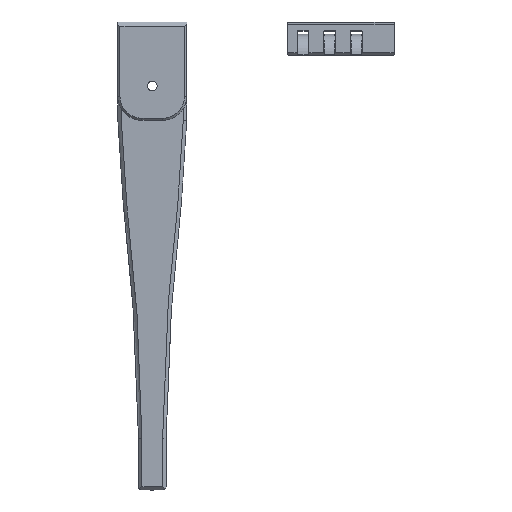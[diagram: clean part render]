
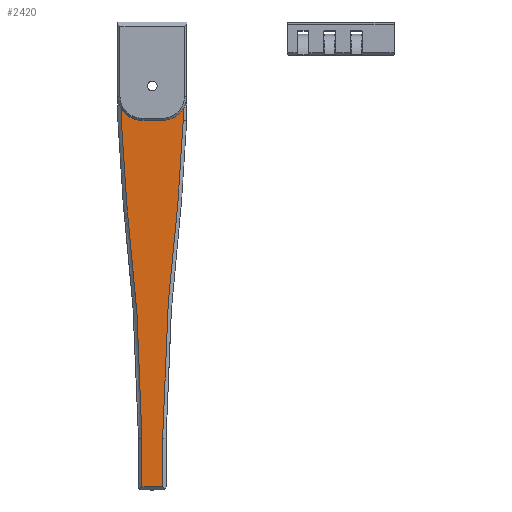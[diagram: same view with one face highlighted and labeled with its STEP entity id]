
A CAD part, top view. The second image highlights one B-rep face of the part: STEP entity #2420.
In plain terms, the highlighted planar face has unit normal (0, 0, 1).
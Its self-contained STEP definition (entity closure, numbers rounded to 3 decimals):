
#72=FACE_BOUND('',#325,.T.);
#83=B_SPLINE_CURVE_WITH_KNOTS('',3,(#3561,#3562,#3563,#3564,#3565,#3566,
#3567,#3568,#3569,#3570,#3571,#3572,#3573,#3574,#3575,#3576,#3577,#3578,
#3579,#3580,#3581,#3582,#3583,#3584),.UNSPECIFIED.,.F.,.F.,(4,1,1,1,1,1,
1,1,1,1,1,1,1,1,1,1,1,1,1,1,1,4),(-1.,-0.929,-0.857,
-0.786,-0.762,-0.75,-0.738,
-0.726,-0.714,-0.619,-0.571,
-0.5,-0.429,-0.357,-0.286,
-0.262,-0.238,-0.19,-0.143,
-0.071,-0.036,0.),
 .UNSPECIFIED.);
#84=B_SPLINE_CURVE_WITH_KNOTS('',3,(#3596,#3597,#3598,#3599,#3600,#3601,
#3602,#3603,#3604,#3605,#3606,#3607,#3608,#3609,#3610,#3611,#3612,#3613,
#3614,#3615,#3616,#3617,#3618,#3619),.UNSPECIFIED.,.F.,.F.,(4,1,1,1,1,1,
1,1,1,1,1,1,1,1,1,1,1,1,1,1,1,4),(0.,0.036,
0.071,0.143,0.19,0.238,
0.286,0.321,0.357,0.429,0.5,
0.571,0.619,0.667,0.69,
0.714,0.738,0.762,0.81,
0.857,0.929,1.),.UNSPECIFIED.);
#107=PLANE('',#2599);
#186=FACE_OUTER_BOUND('',#324,.T.);
#324=EDGE_LOOP('',(#1658,#1659,#1660,#1661,#1662,#1663,#1664,#1665,#1666,
#1667));
#325=EDGE_LOOP('',(#1668));
#473=LINE('',#3586,#718);
#474=LINE('',#3590,#719);
#475=LINE('',#3594,#720);
#476=LINE('',#3621,#721);
#477=LINE('',#3623,#722);
#478=LINE('',#3624,#723);
#718=VECTOR('',#2844,10.);
#719=VECTOR('',#2847,10.);
#720=VECTOR('',#2850,10.);
#721=VECTOR('',#2851,10.);
#722=VECTOR('',#2852,10.);
#723=VECTOR('',#2853,10.);
#962=CIRCLE('',#2597,1.8);
#964=CIRCLE('',#2600,8.);
#965=CIRCLE('',#2601,8.);
#1055=VERTEX_POINT('',#3553);
#1057=VERTEX_POINT('',#3559);
#1058=VERTEX_POINT('',#3560);
#1059=VERTEX_POINT('',#3585);
#1060=VERTEX_POINT('',#3587);
#1061=VERTEX_POINT('',#3589);
#1062=VERTEX_POINT('',#3591);
#1063=VERTEX_POINT('',#3593);
#1064=VERTEX_POINT('',#3595);
#1065=VERTEX_POINT('',#3620);
#1066=VERTEX_POINT('',#3622);
#1286=EDGE_CURVE('',#1055,#1055,#962,.T.);
#1289=EDGE_CURVE('',#1057,#1058,#83,.T.);
#1290=EDGE_CURVE('',#1059,#1057,#473,.T.);
#1291=EDGE_CURVE('',#1060,#1059,#964,.T.);
#1292=EDGE_CURVE('',#1061,#1060,#474,.T.);
#1293=EDGE_CURVE('',#1062,#1061,#965,.T.);
#1294=EDGE_CURVE('',#1063,#1062,#475,.T.);
#1295=EDGE_CURVE('',#1064,#1063,#84,.T.);
#1296=EDGE_CURVE('',#1065,#1064,#476,.T.);
#1297=EDGE_CURVE('',#1066,#1065,#477,.T.);
#1298=EDGE_CURVE('',#1058,#1066,#478,.T.);
#1658=ORIENTED_EDGE('',*,*,#1289,.F.);
#1659=ORIENTED_EDGE('',*,*,#1290,.F.);
#1660=ORIENTED_EDGE('',*,*,#1291,.F.);
#1661=ORIENTED_EDGE('',*,*,#1292,.F.);
#1662=ORIENTED_EDGE('',*,*,#1293,.F.);
#1663=ORIENTED_EDGE('',*,*,#1294,.F.);
#1664=ORIENTED_EDGE('',*,*,#1295,.F.);
#1665=ORIENTED_EDGE('',*,*,#1296,.F.);
#1666=ORIENTED_EDGE('',*,*,#1297,.F.);
#1667=ORIENTED_EDGE('',*,*,#1298,.F.);
#1668=ORIENTED_EDGE('',*,*,#1286,.T.);
#2420=ADVANCED_FACE('',(#186,#72),#107,.F.);
#2597=AXIS2_PLACEMENT_3D('',#3554,#2837,#2838);
#2599=AXIS2_PLACEMENT_3D('',#3558,#2842,#2843);
#2600=AXIS2_PLACEMENT_3D('',#3588,#2845,#2846);
#2601=AXIS2_PLACEMENT_3D('',#3592,#2848,#2849);
#2837=DIRECTION('center_axis',(0.,0.,-1.));
#2838=DIRECTION('ref_axis',(-1.,0.,0.));
#2842=DIRECTION('center_axis',(0.,0.,-1.));
#2843=DIRECTION('ref_axis',(1.,0.,0.));
#2844=DIRECTION('',(0.,-1.,0.));
#2845=DIRECTION('center_axis',(0.,0.,-1.));
#2846=DIRECTION('ref_axis',(0.707,0.707,0.));
#2847=DIRECTION('',(1.,0.,0.));
#2848=DIRECTION('center_axis',(0.,0.,-1.));
#2849=DIRECTION('ref_axis',(-0.707,0.707,0.));
#2850=DIRECTION('',(0.,1.,0.));
#2851=DIRECTION('',(0.,1.,0.));
#2852=DIRECTION('',(-1.,0.,0.));
#2853=DIRECTION('',(0.,-1.,0.));
#3553=CARTESIAN_POINT('',(-193.262,362.,-26.5));
#3554=CARTESIAN_POINT('Origin',(-195.062,362.,-26.5));
#3558=CARTESIAN_POINT('Origin',(-195.062,308.25,-26.5));
#3559=CARTESIAN_POINT('',(-186.062,352.,-26.5));
#3560=CARTESIAN_POINT('',(-192.062,259.502,-26.5));
#3561=CARTESIAN_POINT('Ctrl Pts',(-186.062,352.,-26.5));
#3562=CARTESIAN_POINT('Ctrl Pts',(-186.062,351.471,-26.5));
#3563=CARTESIAN_POINT('Ctrl Pts',(-186.18,349.072,-26.5));
#3564=CARTESIAN_POINT('Ctrl Pts',(-186.607,342.903,-26.5));
#3565=CARTESIAN_POINT('Ctrl Pts',(-186.956,337.735,-26.5));
#3566=CARTESIAN_POINT('Ctrl Pts',(-187.146,334.796,-26.5));
#3567=CARTESIAN_POINT('Ctrl Pts',(-187.226,333.553,-26.5));
#3568=CARTESIAN_POINT('Ctrl Pts',(-187.284,332.658,-26.5));
#3569=CARTESIAN_POINT('Ctrl Pts',(-187.34,331.798,-26.5));
#3570=CARTESIAN_POINT('Ctrl Pts',(-187.524,329.04,-26.5));
#3571=CARTESIAN_POINT('Ctrl Pts',(-187.751,326.165,-26.5));
#3572=CARTESIAN_POINT('Ctrl Pts',(-188.231,322.054,-26.5));
#3573=CARTESIAN_POINT('Ctrl Pts',(-188.812,317.53,-26.5));
#3574=CARTESIAN_POINT('Ctrl Pts',(-189.604,310.1,-26.5));
#3575=CARTESIAN_POINT('Ctrl Pts',(-190.399,299.897,-26.5));
#3576=CARTESIAN_POINT('Ctrl Pts',(-190.913,290.527,-26.5));
#3577=CARTESIAN_POINT('Ctrl Pts',(-191.207,284.292,-26.5));
#3578=CARTESIAN_POINT('Ctrl Pts',(-191.416,279.75,-26.5));
#3579=CARTESIAN_POINT('Ctrl Pts',(-191.629,275.169,-26.5));
#3580=CARTESIAN_POINT('Ctrl Pts',(-191.848,270.684,-26.5));
#3581=CARTESIAN_POINT('Ctrl Pts',(-191.974,267.538,-26.5));
#3582=CARTESIAN_POINT('Ctrl Pts',(-192.04,263.56,-26.5));
#3583=CARTESIAN_POINT('Ctrl Pts',(-192.057,260.97,-26.5));
#3584=CARTESIAN_POINT('Ctrl Pts',(-192.062,259.502,-26.5));
#3585=CARTESIAN_POINT('',(-186.062,363.,-26.5));
#3586=CARTESIAN_POINT('',(-186.062,340.125,-26.5));
#3587=CARTESIAN_POINT('',(-194.062,371.,-26.5));
#3588=CARTESIAN_POINT('Origin',(-194.062,363.,-26.5));
#3589=CARTESIAN_POINT('',(-196.062,371.,-26.5));
#3590=CARTESIAN_POINT('',(-200.062,371.,-26.5));
#3591=CARTESIAN_POINT('',(-204.062,363.,-26.5));
#3592=CARTESIAN_POINT('Origin',(-196.062,363.,-26.5));
#3593=CARTESIAN_POINT('',(-204.062,352.,-26.5));
#3594=CARTESIAN_POINT('',(-204.062,330.125,-26.5));
#3595=CARTESIAN_POINT('',(-198.062,259.502,-26.5));
#3596=CARTESIAN_POINT('Ctrl Pts',(-198.062,259.502,-26.5));
#3597=CARTESIAN_POINT('Ctrl Pts',(-198.067,260.97,-26.5));
#3598=CARTESIAN_POINT('Ctrl Pts',(-198.085,263.559,-26.5));
#3599=CARTESIAN_POINT('Ctrl Pts',(-198.151,267.537,-26.5));
#3600=CARTESIAN_POINT('Ctrl Pts',(-198.277,270.681,-26.5));
#3601=CARTESIAN_POINT('Ctrl Pts',(-198.496,275.166,-26.5));
#3602=CARTESIAN_POINT('Ctrl Pts',(-198.751,280.661,-26.5));
#3603=CARTESIAN_POINT('Ctrl Pts',(-199.056,287.33,-26.5));
#3604=CARTESIAN_POINT('Ctrl Pts',(-199.395,293.888,-26.5));
#3605=CARTESIAN_POINT('Ctrl Pts',(-199.859,301.588,-26.5));
#3606=CARTESIAN_POINT('Ctrl Pts',(-200.52,310.109,-26.5));
#3607=CARTESIAN_POINT('Ctrl Pts',(-201.313,317.528,-26.5));
#3608=CARTESIAN_POINT('Ctrl Pts',(-201.894,322.05,-26.5));
#3609=CARTESIAN_POINT('Ctrl Pts',(-202.266,325.253,-26.5));
#3610=CARTESIAN_POINT('Ctrl Pts',(-202.472,327.478,-26.5));
#3611=CARTESIAN_POINT('Ctrl Pts',(-202.62,329.404,-26.5));
#3612=CARTESIAN_POINT('Ctrl Pts',(-202.729,330.957,-26.5));
#3613=CARTESIAN_POINT('Ctrl Pts',(-202.84,332.642,-26.5));
#3614=CARTESIAN_POINT('Ctrl Pts',(-202.996,335.076,-26.5));
#3615=CARTESIAN_POINT('Ctrl Pts',(-203.218,338.476,-26.5));
#3616=CARTESIAN_POINT('Ctrl Pts',(-203.566,343.597,-26.5));
#3617=CARTESIAN_POINT('Ctrl Pts',(-203.944,349.068,-26.5));
#3618=CARTESIAN_POINT('Ctrl Pts',(-204.062,351.471,-26.5));
#3619=CARTESIAN_POINT('Ctrl Pts',(-204.062,352.,-26.5));
#3620=CARTESIAN_POINT('',(-198.062,245.5,-26.5));
#3621=CARTESIAN_POINT('',(-198.062,276.375,-26.5));
#3622=CARTESIAN_POINT('',(-192.062,245.5,-26.5));
#3623=CARTESIAN_POINT('',(-193.062,245.5,-26.5));
#3624=CARTESIAN_POINT('',(-192.062,283.875,-26.5));
